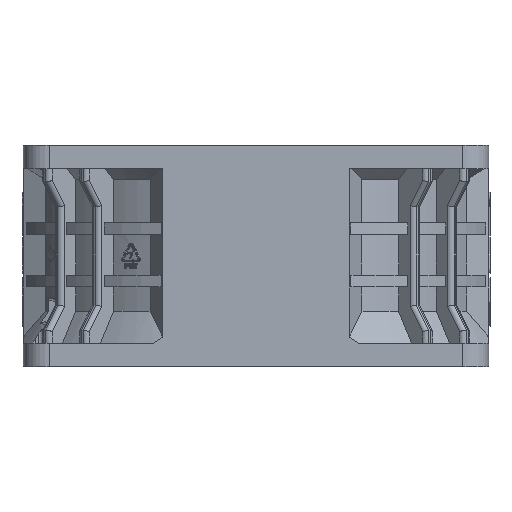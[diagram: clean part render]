
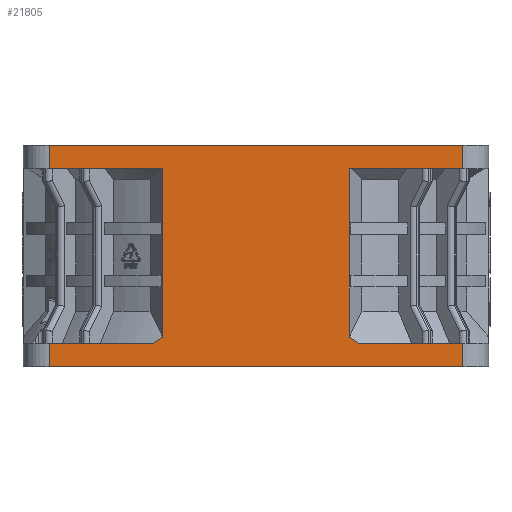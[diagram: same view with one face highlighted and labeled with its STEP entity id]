
A CAD part, front view. The second image highlights one B-rep face of the part: STEP entity #21805.
In plain terms, the highlighted planar face has unit normal (0, -1, 0).
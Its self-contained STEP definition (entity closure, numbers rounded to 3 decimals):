
#4406=DIRECTION('',(-1.,0.,0.));
#4407=VECTOR('',#4406,71.);
#4408=CARTESIAN_POINT('',(35.5,-40.,-21.16));
#4409=LINE('',#4408,#4407);
#4410=DIRECTION('',(-1.,0.,0.));
#4411=VECTOR('',#4410,19.5);
#4412=CARTESIAN_POINT('',(-16.,-40.,
12.84));
#4413=LINE('',#4412,#4411);
#4414=DIRECTION('',(1.,0.,0.));
#4415=VECTOR('',#4414,71.);
#4416=CARTESIAN_POINT('',(-35.5,-40.,16.84));
#4417=LINE('',#4416,#4415);
#4423=DIRECTION('',(-1.,0.,0.));
#4424=VECTOR('',#4423,17.902);
#4425=CARTESIAN_POINT('',(35.5,-40.,-17.16));
#4426=LINE('',#4425,#4424);
#4502=DIRECTION('',(0.,0.,1.));
#4503=VECTOR('',#4502,4.);
#4504=CARTESIAN_POINT('',(35.5,-40.,-21.16));
#4505=LINE('',#4504,#4503);
#4513=CARTESIAN_POINT('',(17.598,-40.,-17.16));
#4514=CARTESIAN_POINT('',(17.422,-40.,
-17.038));
#4515=CARTESIAN_POINT('',(17.069,-40.,
-16.797));
#4516=CARTESIAN_POINT('',(16.537,-40.,
-16.442));
#4517=CARTESIAN_POINT('',(16.179,-40.,
-16.211));
#4518=CARTESIAN_POINT('',(16.,-40.,
-16.097));
#4556=DIRECTION('',(0.,0.,1.));
#4557=VECTOR('',#4556,28.937);
#4558=CARTESIAN_POINT('',(16.,-40.,
-16.097));
#4559=LINE('',#4558,#4557);
#4734=DIRECTION('',(1.,0.,0.));
#4735=VECTOR('',#4734,19.5);
#4736=CARTESIAN_POINT('',(16.,-40.,12.84));
#4737=LINE('',#4736,#4735);
#5471=DIRECTION('',(0.,0.,1.));
#5472=VECTOR('',#5471,4.);
#5473=CARTESIAN_POINT('',(35.5,-40.,12.84));
#5474=LINE('',#5473,#5472);
#5495=DIRECTION('',(0.,0.,-1.));
#5496=VECTOR('',#5495,4.);
#5497=CARTESIAN_POINT('',(-35.5,-40.,-17.16));
#5498=LINE('',#5497,#5496);
#5580=DIRECTION('',(-1.,0.,0.));
#5581=VECTOR('',#5580,17.902);
#5582=CARTESIAN_POINT('',(-17.598,-40.,
-17.16));
#5583=LINE('',#5582,#5581);
#6110=DIRECTION('',(0.,0.,-1.));
#6111=VECTOR('',#6110,28.937);
#6112=CARTESIAN_POINT('',(-16.,-40.,
12.84));
#6113=LINE('',#6112,#6111);
#6221=CARTESIAN_POINT('',(-16.,-40.,
-16.097));
#6222=CARTESIAN_POINT('',(-16.179,-40.,
-16.211));
#6223=CARTESIAN_POINT('',(-16.537,-40.,
-16.443));
#6224=CARTESIAN_POINT('',(-17.069,-40.,
-16.797));
#6225=CARTESIAN_POINT('',(-17.422,-40.,
-17.038));
#6226=CARTESIAN_POINT('',(-17.598,-40.,
-17.16));
#7743=DIRECTION('',(0.,0.,-1.));
#7744=VECTOR('',#7743,4.);
#7745=CARTESIAN_POINT('',(-35.5,-40.,16.84));
#7746=LINE('',#7745,#7744);
#13644=CARTESIAN_POINT('',(-35.5,-40.,-21.16));
#13646=VERTEX_POINT('',#13644);
#13647=CARTESIAN_POINT('',(35.5,-40.,-21.16));
#13649=VERTEX_POINT('',#13647);
#13869=CARTESIAN_POINT('',(35.5,-40.,16.84));
#13871=VERTEX_POINT('',#13869);
#13872=CARTESIAN_POINT('',(-35.5,-40.,16.84));
#13874=VERTEX_POINT('',#13872);
#14070=CARTESIAN_POINT('',(-16.,-40.,
12.84));
#14072=VERTEX_POINT('',#14070);
#14102=CARTESIAN_POINT('',(-35.5,-40.,12.84));
#14103=VERTEX_POINT('',#14102);
#14109=CARTESIAN_POINT('',(35.5,-40.,-17.16));
#14111=VERTEX_POINT('',#14109);
#14112=CARTESIAN_POINT('',(17.598,-40.,-17.16));
#14113=VERTEX_POINT('',#14112);
#15368=VERTEX_POINT('',#4518);
#15373=CARTESIAN_POINT('',(16.,-40.,12.84));
#15374=VERTEX_POINT('',#15373);
#15425=CARTESIAN_POINT('',(35.5,-40.,12.84));
#15426=VERTEX_POINT('',#15425);
#15956=CARTESIAN_POINT('',(-35.5,-40.,-17.16));
#15957=VERTEX_POINT('',#15956);
#15994=CARTESIAN_POINT('',(-17.598,-40.,-17.16));
#15995=VERTEX_POINT('',#15994);
#16096=CARTESIAN_POINT('',(-16.,-40.,
-16.097));
#16097=VERTEX_POINT('',#16096);
#21773=CARTESIAN_POINT('',(0.,-40.,-2.16));
#21774=DIRECTION('',(0.,1.,0.));
#21775=DIRECTION('',(1.,0.,0.));
#21776=AXIS2_PLACEMENT_3D('',#21773,#21774,#21775);
#21777=PLANE('',#21776);
#21779=ORIENTED_EDGE('',*,*,#21778,.F.);
#21781=ORIENTED_EDGE('',*,*,#21780,.F.);
#21782=ORIENTED_EDGE('',*,*,#18511,.T.);
#21784=ORIENTED_EDGE('',*,*,#21783,.F.);
#21786=ORIENTED_EDGE('',*,*,#21785,.F.);
#21788=ORIENTED_EDGE('',*,*,#21787,.F.);
#21790=ORIENTED_EDGE('',*,*,#21789,.F.);
#21791=ORIENTED_EDGE('',*,*,#21722,.T.);
#21793=ORIENTED_EDGE('',*,*,#21792,.F.);
#21794=ORIENTED_EDGE('',*,*,#21299,.T.);
#21796=ORIENTED_EDGE('',*,*,#21795,.F.);
#21798=ORIENTED_EDGE('',*,*,#21797,.F.);
#21800=ORIENTED_EDGE('',*,*,#21799,.F.);
#21802=ORIENTED_EDGE('',*,*,#21801,.F.);
#21803=EDGE_LOOP('',(#21779,#21781,#21782,#21784,#21786,#21788,#21790,#21791,
#21793,#21794,#21796,#21798,#21800,#21802));
#21804=FACE_OUTER_BOUND('',#21803,.F.);
#21805=ADVANCED_FACE('',(#21804),#21777,.F.);
#4519=B_SPLINE_CURVE_WITH_KNOTS('',3,(#4513,#4514,#4515,#4516,#4517,#4518),
.UNSPECIFIED.,.F.,.F.,(4,1,1,4),(0.,0.333,0.667,1.),
.UNSPECIFIED.);
#6227=B_SPLINE_CURVE_WITH_KNOTS('',3,(#6221,#6222,#6223,#6224,#6225,#6226),
.UNSPECIFIED.,.F.,.F.,(4,1,1,4),(0.,0.333,0.667,1.),
.UNSPECIFIED.);
#18511=EDGE_CURVE('',#13649,#13646,#4409,.T.);
#21299=EDGE_CURVE('',#13874,#13871,#4417,.T.);
#21722=EDGE_CURVE('',#14072,#14103,#4413,.T.);
#21778=EDGE_CURVE('',#14111,#14113,#4426,.T.);
#21780=EDGE_CURVE('',#13649,#14111,#4505,.T.);
#21783=EDGE_CURVE('',#15957,#13646,#5498,.T.);
#21785=EDGE_CURVE('',#15995,#15957,#5583,.T.);
#21787=EDGE_CURVE('',#16097,#15995,#6227,.T.);
#21789=EDGE_CURVE('',#14072,#16097,#6113,.T.);
#21792=EDGE_CURVE('',#13874,#14103,#7746,.T.);
#21795=EDGE_CURVE('',#15426,#13871,#5474,.T.);
#21797=EDGE_CURVE('',#15374,#15426,#4737,.T.);
#21799=EDGE_CURVE('',#15368,#15374,#4559,.T.);
#21801=EDGE_CURVE('',#14113,#15368,#4519,.T.);
